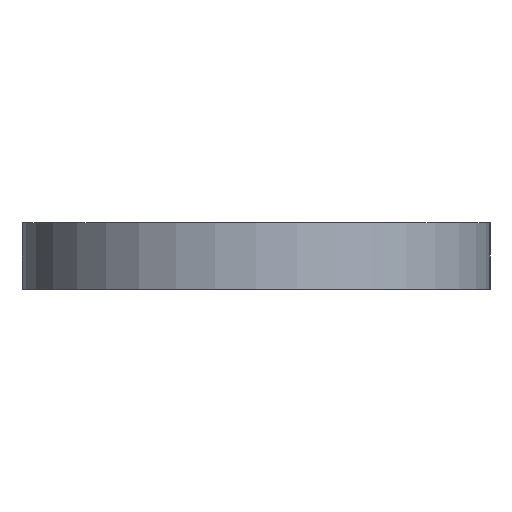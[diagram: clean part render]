
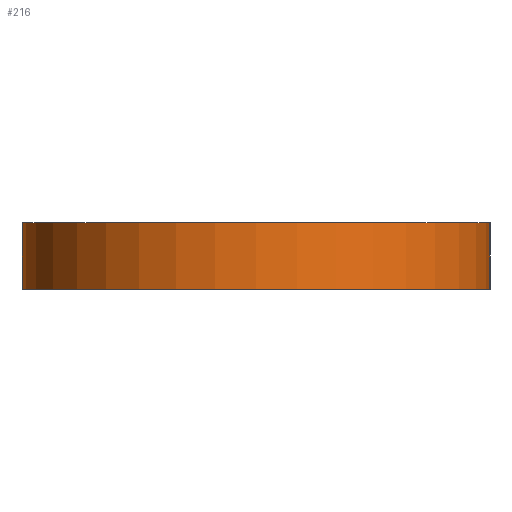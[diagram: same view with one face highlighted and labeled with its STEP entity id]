
A CAD part, left-side view. The second image highlights one B-rep face of the part: STEP entity #216.
In plain terms, the highlighted cylindrical face has radius 7 mm (diameter 14 mm), a partial arc.
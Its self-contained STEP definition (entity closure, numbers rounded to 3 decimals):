
#38=FACE_OUTER_BOUND('',#59,.T.);
#59=EDGE_LOOP('',(#192,#193,#194,#195));
#72=LINE('',#375,#85);
#73=LINE('',#377,#86);
#85=VECTOR('',#316,1000.);
#86=VECTOR('',#319,1000.);
#99=CIRCLE('',#251,7.);
#100=CIRCLE('',#253,7.);
#115=VERTEX_POINT('',#363);
#116=VERTEX_POINT('',#365);
#117=VERTEX_POINT('',#369);
#118=VERTEX_POINT('',#371);
#140=EDGE_CURVE('',#116,#115,#99,.T.);
#142=EDGE_CURVE('',#118,#117,#100,.T.);
#144=EDGE_CURVE('',#117,#115,#72,.T.);
#145=EDGE_CURVE('',#118,#116,#73,.T.);
#192=ORIENTED_EDGE('',*,*,#140,.F.);
#193=ORIENTED_EDGE('',*,*,#145,.F.);
#194=ORIENTED_EDGE('',*,*,#142,.T.);
#195=ORIENTED_EDGE('',*,*,#144,.T.);
#206=CYLINDRICAL_SURFACE('',#255,7.);
#216=ADVANCED_FACE('',(#38),#206,.T.);
#251=AXIS2_PLACEMENT_3D('',#367,#306,#307);
#253=AXIS2_PLACEMENT_3D('',#372,#311,#312);
#255=AXIS2_PLACEMENT_3D('',#376,#317,#318);
#306=DIRECTION('center_axis',(0.,0.,1.));
#307=DIRECTION('ref_axis',(1.,0.,0.));
#311=DIRECTION('center_axis',(0.,0.,1.));
#312=DIRECTION('ref_axis',(1.,0.,0.));
#316=DIRECTION('',(0.,0.,1.));
#317=DIRECTION('center_axis',(0.,0.,1.));
#318=DIRECTION('ref_axis',(-1.,0.,0.));
#319=DIRECTION('',(0.,0.,1.));
#363=CARTESIAN_POINT('',(0.,-7.,2.));
#365=CARTESIAN_POINT('',(0.,7.,2.));
#367=CARTESIAN_POINT('Origin',(0.,0.,2.));
#369=CARTESIAN_POINT('',(0.,-7.,0.));
#371=CARTESIAN_POINT('',(0.,7.,0.));
#372=CARTESIAN_POINT('Origin',(0.,0.,0.));
#375=CARTESIAN_POINT('',(0.,-7.,0.));
#376=CARTESIAN_POINT('Origin',(0.,0.,0.));
#377=CARTESIAN_POINT('',(0.,7.,0.));
